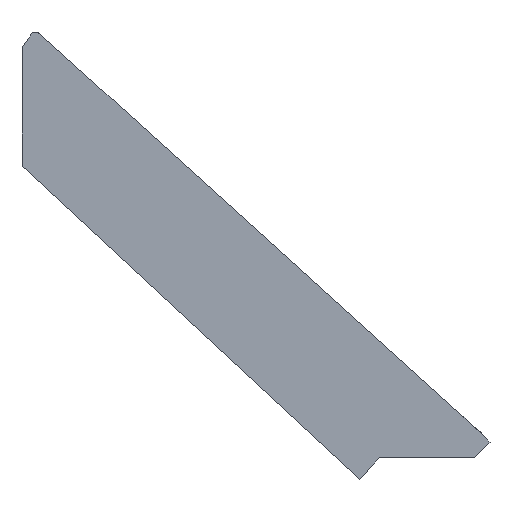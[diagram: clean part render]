
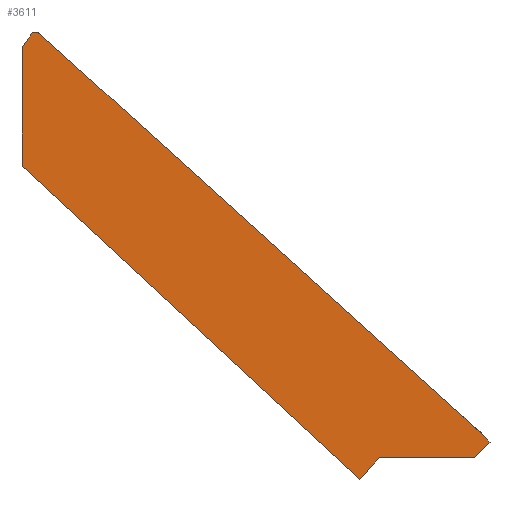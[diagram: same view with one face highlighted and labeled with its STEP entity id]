
A CAD part, front view. The second image highlights one B-rep face of the part: STEP entity #3611.
In plain terms, the highlighted planar face has unit normal (0, -1, 0).
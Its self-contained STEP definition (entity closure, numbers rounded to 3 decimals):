
#464=LINE('',#5520,#961);
#467=LINE('',#5526,#964);
#483=LINE('',#5557,#980);
#533=LINE('',#5656,#1030);
#534=LINE('',#5658,#1031);
#535=LINE('',#5661,#1032);
#536=LINE('',#5663,#1033);
#537=LINE('',#5665,#1034);
#538=LINE('',#5667,#1035);
#539=LINE('',#5669,#1036);
#540=LINE('',#5671,#1037);
#541=LINE('',#5673,#1038);
#542=LINE('',#5675,#1039);
#543=LINE('',#5677,#1040);
#544=LINE('',#5679,#1041);
#545=LINE('',#5680,#1042);
#961=VECTOR('',#4510,10.);
#964=VECTOR('',#4515,10.);
#980=VECTOR('',#4539,10.);
#1030=VECTOR('',#4639,10.);
#1031=VECTOR('',#4642,10.);
#1032=VECTOR('',#4645,10.);
#1033=VECTOR('',#4646,10.);
#1034=VECTOR('',#4647,10.);
#1035=VECTOR('',#4648,10.);
#1036=VECTOR('',#4649,10.);
#1037=VECTOR('',#4650,10.);
#1038=VECTOR('',#4651,10.);
#1039=VECTOR('',#4652,10.);
#1040=VECTOR('',#4653,10.);
#1041=VECTOR('',#4654,10.);
#1042=VECTOR('',#4655,10.);
#1223=FACE_OUTER_BOUND('',#1413,.T.);
#1413=EDGE_LOOP('',(#3201,#3202,#3203,#3204,#3205,#3206,#3207,#3208,#3209,
#3210,#3211,#3212,#3213,#3214,#3215,#3216));
#1709=VERTEX_POINT('',#5511);
#1713=VERTEX_POINT('',#5518);
#1715=VERTEX_POINT('',#5524);
#1725=VERTEX_POINT('',#5551);
#1726=VERTEX_POINT('',#5556);
#1750=VERTEX_POINT('',#5654);
#1751=VERTEX_POINT('',#5660);
#1752=VERTEX_POINT('',#5662);
#1753=VERTEX_POINT('',#5664);
#1754=VERTEX_POINT('',#5666);
#1755=VERTEX_POINT('',#5668);
#1756=VERTEX_POINT('',#5670);
#1757=VERTEX_POINT('',#5672);
#1758=VERTEX_POINT('',#5674);
#1759=VERTEX_POINT('',#5676);
#1760=VERTEX_POINT('',#5678);
#2171=EDGE_CURVE('',#1713,#1709,#464,.T.);
#2174=EDGE_CURVE('',#1713,#1715,#467,.T.);
#2190=EDGE_CURVE('',#1709,#1726,#483,.T.);
#2240=EDGE_CURVE('',#1725,#1750,#533,.T.);
#2241=EDGE_CURVE('',#1726,#1750,#534,.T.);
#2242=EDGE_CURVE('',#1715,#1751,#535,.T.);
#2243=EDGE_CURVE('',#1752,#1751,#536,.T.);
#2244=EDGE_CURVE('',#1752,#1753,#537,.T.);
#2245=EDGE_CURVE('',#1753,#1754,#538,.T.);
#2246=EDGE_CURVE('',#1754,#1755,#539,.T.);
#2247=EDGE_CURVE('',#1756,#1755,#540,.T.);
#2248=EDGE_CURVE('',#1757,#1756,#541,.T.);
#2249=EDGE_CURVE('',#1758,#1757,#542,.T.);
#2250=EDGE_CURVE('',#1759,#1758,#543,.T.);
#2251=EDGE_CURVE('',#1760,#1759,#544,.T.);
#2252=EDGE_CURVE('',#1725,#1760,#545,.T.);
#3201=ORIENTED_EDGE('',*,*,#2171,.F.);
#3202=ORIENTED_EDGE('',*,*,#2174,.T.);
#3203=ORIENTED_EDGE('',*,*,#2242,.T.);
#3204=ORIENTED_EDGE('',*,*,#2243,.F.);
#3205=ORIENTED_EDGE('',*,*,#2244,.T.);
#3206=ORIENTED_EDGE('',*,*,#2245,.T.);
#3207=ORIENTED_EDGE('',*,*,#2246,.T.);
#3208=ORIENTED_EDGE('',*,*,#2247,.F.);
#3209=ORIENTED_EDGE('',*,*,#2248,.F.);
#3210=ORIENTED_EDGE('',*,*,#2249,.F.);
#3211=ORIENTED_EDGE('',*,*,#2250,.F.);
#3212=ORIENTED_EDGE('',*,*,#2251,.F.);
#3213=ORIENTED_EDGE('',*,*,#2252,.F.);
#3214=ORIENTED_EDGE('',*,*,#2240,.T.);
#3215=ORIENTED_EDGE('',*,*,#2241,.F.);
#3216=ORIENTED_EDGE('',*,*,#2190,.F.);
#3431=PLANE('',#3809);
#3611=ADVANCED_FACE('',(#1223),#3431,.F.);
#3809=AXIS2_PLACEMENT_3D('',#5659,#4643,#4644);
#4510=DIRECTION('',(0.577,0.,0.816));
#4515=DIRECTION('',(0.,0.,-1.));
#4539=DIRECTION('',(1.,0.,0.));
#4639=DIRECTION('',(-0.742,0.,0.671));
#4642=DIRECTION('',(0.671,0.,0.742));
#4643=DIRECTION('center_axis',(0.,1.,0.));
#4644=DIRECTION('ref_axis',(1.,0.,0.));
#4645=DIRECTION('',(-1.,0.,0.));
#4646=DIRECTION('',(-0.733,0.,0.68));
#4647=DIRECTION('',(0.68,0.,0.733));
#4648=DIRECTION('',(1.,0.,0.));
#4649=DIRECTION('',(0.694,0.,0.72));
#4650=DIRECTION('',(0.72,0.,-0.694));
#4651=DIRECTION('',(-1.,0.,0.));
#4652=DIRECTION('',(0.742,0.,-0.671));
#4653=DIRECTION('',(0.72,0.,-0.694));
#4654=DIRECTION('',(0.694,0.,0.72));
#4655=DIRECTION('',(0.742,0.,-0.671));
#5511=CARTESIAN_POINT('',(119.958,0.,-1060.));
#5518=CARTESIAN_POINT('',(104.1,0.,-1082.426));
#5520=CARTESIAN_POINT('',(71.231,0.,-1128.91));
#5524=CARTESIAN_POINT('',(104.1,0.,-1265.));
#5526=CARTESIAN_POINT('',(104.1,0.,-1338.821));
#5551=CARTESIAN_POINT('',(130.,0.,-1060.));
#5556=CARTESIAN_POINT('',(129.877,0.,-1060.));
#5557=CARTESIAN_POINT('',(100.,0.,-1060.));
#5654=CARTESIAN_POINT('',(129.932,0.,-1059.939));
#5656=CARTESIAN_POINT('',(147.732,0.,-1076.037));
#5658=CARTESIAN_POINT('',(115.329,0.,-1076.086));
#5659=CARTESIAN_POINT('Origin',(455.,0.,-1412.643));
#5660=CARTESIAN_POINT('',(104.098,0.,-1265.));
#5661=CARTESIAN_POINT('',(277.5,0.,-1265.));
#5662=CARTESIAN_POINT('',(622.969,0.,-1746.135));
#5663=CARTESIAN_POINT('',(622.969,0.,-1746.135));
#5664=CARTESIAN_POINT('',(653.217,0.,-1713.515));
#5665=CARTESIAN_POINT('',(643.148,0.,-1724.374));
#5666=CARTESIAN_POINT('',(800.,0.,-1713.515));
#5667=CARTESIAN_POINT('',(653.217,0.,-1713.515));
#5668=CARTESIAN_POINT('',(823.583,0.,-1689.023));
#5669=CARTESIAN_POINT('',(800.,0.,-1713.515));
#5670=CARTESIAN_POINT('',(809.019,0.,-1675.));
#5671=CARTESIAN_POINT('',(823.583,0.,-1689.023));
#5672=CARTESIAN_POINT('',(810.,0.,-1675.));
#5673=CARTESIAN_POINT('',(810.,0.,-1675.));
#5674=CARTESIAN_POINT('',(793.842,0.,-1660.387));
#5675=CARTESIAN_POINT('',(130.,0.,-1060.));
#5676=CARTESIAN_POINT('',(783.583,0.,-1650.508));
#5677=CARTESIAN_POINT('',(823.583,0.,-1689.023));
#5678=CARTESIAN_POINT('',(783.274,0.,-1650.829));
#5679=CARTESIAN_POINT('',(760.,0.,-1675.));
#5680=CARTESIAN_POINT('',(130.,0.,-1060.));
